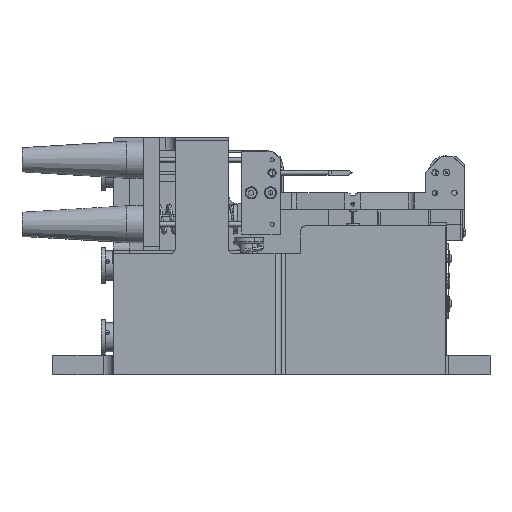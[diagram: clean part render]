
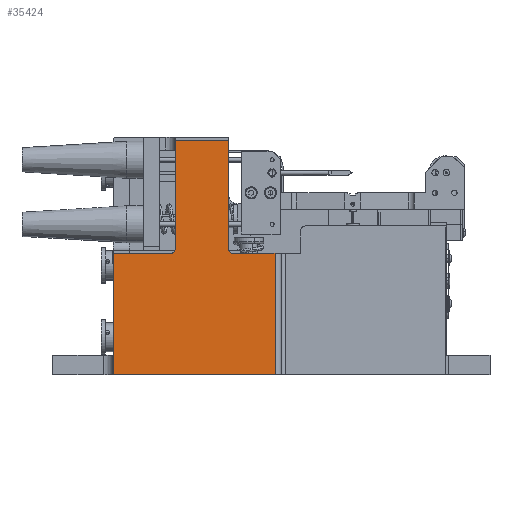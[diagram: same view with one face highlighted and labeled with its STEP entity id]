
A CAD part, top view. The second image highlights one B-rep face of the part: STEP entity #35424.
In plain terms, the highlighted planar face has unit normal (0, 0, 1).
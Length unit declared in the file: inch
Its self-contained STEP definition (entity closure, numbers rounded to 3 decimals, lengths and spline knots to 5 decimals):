
#35249 = VERTEX_POINT ( 'NONE', #69492 ) ;
#35252 = EDGE_CURVE ( 'NONE', #35255, #35249, #69490, .T. ) ;
#35255 = VERTEX_POINT ( 'NONE', #69486 ) ;
#35278 = VERTEX_POINT ( 'NONE', #69553 ) ;
#35329 = VERTEX_POINT ( 'NONE', #69631 ) ;
#35332 = EDGE_CURVE ( 'NONE', #35329, #35335, #69630, .T. ) ;
#35335 = VERTEX_POINT ( 'NONE', #69626 ) ;
#35369 = EDGE_CURVE ( 'NONE', #35371, #35249, #69741, .T. ) ;
#35371 = VERTEX_POINT ( 'NONE', #69737 ) ;
#35384 = EDGE_CURVE ( 'NONE', #35278, #35386, #69727, .T. ) ;
#35386 = VERTEX_POINT ( 'NONE', #69722 ) ;
#35399 = ORIENTED_EDGE ( 'NONE', *, *, #35401, .F. ) ;
#35401 = EDGE_CURVE ( 'NONE', #35335, #35371, #69746, .T. ) ;
#35404 = ORIENTED_EDGE ( 'NONE', *, *, #35332, .F. ) ;
#35414 = EDGE_CURVE ( 'NONE', #35386, #35416, #69818, .T. ) ;
#35416 = VERTEX_POINT ( 'NONE', #69814 ) ;
#35424 = ADVANCED_FACE ( 'NONE', ( #69808 ), #69849, .T. ) ;
#35428 = EDGE_LOOP ( 'NONE', ( #35525, #35529, #35531, #35533, #35535, #35537, #35399, #35404, #35503, #35505 ) ) ;
#35430 = VERTEX_POINT ( 'NONE', #69844 ) ;
#35450 = VERTEX_POINT ( 'NONE', #69826 ) ;
#35452 = EDGE_CURVE ( 'NONE', #35329, #35450, #69824, .T. ) ;
#35503 = ORIENTED_EDGE ( 'NONE', *, *, #35452, .T. ) ;
#35505 = ORIENTED_EDGE ( 'NONE', *, *, #35507, .F. ) ;
#35507 = EDGE_CURVE ( 'NONE', #35430, #35450, #69954, .T. ) ;
#35525 = ORIENTED_EDGE ( 'NONE', *, *, #35527, .F. ) ;
#35527 = EDGE_CURVE ( 'NONE', #35416, #35430, #70015, .T. ) ;
#35529 = ORIENTED_EDGE ( 'NONE', *, *, #35414, .F. ) ;
#35531 = ORIENTED_EDGE ( 'NONE', *, *, #35384, .F. ) ;
#35533 = ORIENTED_EDGE ( 'NONE', *, *, #35534, .T. ) ;
#35534 = EDGE_CURVE ( 'NONE', #35278, #35255, #70010, .T. ) ;
#35535 = ORIENTED_EDGE ( 'NONE', *, *, #35252, .T. ) ;
#35537 = ORIENTED_EDGE ( 'NONE', *, *, #35369, .F. ) ;
#69486 = CARTESIAN_POINT ( 'NONE',  ( 1.44215, 2.86606, 2.43445 ) ) ;
#69487 = DIRECTION ( 'NONE',  ( -1., 0., 0. ) ) ;
#69488 = VECTOR ( 'NONE', #69487, 39.37008 ) ;
#69489 = CARTESIAN_POINT ( 'NONE',  ( 2.72562, 2.86606, 2.43445 ) ) ;
#69490 = LINE ( 'NONE', #69489, #69488 ) ;
#69492 = CARTESIAN_POINT ( 'NONE',  ( 0.14294, 2.86606, 2.43445 ) ) ;
#69553 = CARTESIAN_POINT ( 'NONE',  ( 1.44215, 0.22827, 2.43445 ) ) ;
#69626 = CARTESIAN_POINT ( 'NONE',  ( 0.02483, 0.11016, 2.43445 ) ) ;
#69627 = DIRECTION ( 'NONE',  ( 1., 0., 0. ) ) ;
#69628 = VECTOR ( 'NONE', #69627, 39.37008 ) ;
#69629 = CARTESIAN_POINT ( 'NONE',  ( 2.72562, 0.11016, 2.43445 ) ) ;
#69630 = LINE ( 'NONE', #69629, #69628 ) ;
#69631 = CARTESIAN_POINT ( 'NONE',  ( -1.37281, 0.11016, 2.43445 ) ) ;
#69722 = CARTESIAN_POINT ( 'NONE',  ( 1.56026, 0.11016, 2.43445 ) ) ;
#69723 = DIRECTION ( 'NONE',  ( -1., 0., 0. ) ) ;
#69724 = DIRECTION ( 'NONE',  ( 0., 0., 1. ) ) ;
#69725 = CARTESIAN_POINT ( 'NONE',  ( 1.56026, 0.22827, 2.43445 ) ) ;
#69726 = AXIS2_PLACEMENT_3D ( 'NONE', #69725, #69724, #69723 ) ;
#69727 = CIRCLE ( 'NONE', #69726, 0.11811 ) ;
#69737 = CARTESIAN_POINT ( 'NONE',  ( 0.14294, 0.22827, 2.43445 ) ) ;
#69738 = DIRECTION ( 'NONE',  ( 0., 1., 0. ) ) ;
#69739 = VECTOR ( 'NONE', #69738, 39.37008 ) ;
#69740 = CARTESIAN_POINT ( 'NONE',  ( 0.14294, 2.86606, 2.43445 ) ) ;
#69741 = LINE ( 'NONE', #69740, #69739 ) ;
#69742 = DIRECTION ( 'NONE',  ( -1., 0., 0. ) ) ;
#69743 = DIRECTION ( 'NONE',  ( 0., 0., 1. ) ) ;
#69744 = CARTESIAN_POINT ( 'NONE',  ( 0.02483, 0.22827, 2.43445 ) ) ;
#69745 = AXIS2_PLACEMENT_3D ( 'NONE', #69744, #69743, #69742 ) ;
#69746 = CIRCLE ( 'NONE', #69745, 0.11811 ) ;
#69808 = FACE_OUTER_BOUND ( 'NONE', #35428, .T. ) ;
#69814 = CARTESIAN_POINT ( 'NONE',  ( 2.57601, 0.11016, 2.43445 ) ) ;
#69815 = DIRECTION ( 'NONE',  ( 1., 0., 0. ) ) ;
#69816 = VECTOR ( 'NONE', #69815, 39.37008 ) ;
#69817 = CARTESIAN_POINT ( 'NONE',  ( 2.72562, 0.11016, 2.43445 ) ) ;
#69818 = LINE ( 'NONE', #69817, #69816 ) ;
#69821 = DIRECTION ( 'NONE',  ( 0., -1., 0. ) ) ;
#69822 = VECTOR ( 'NONE', #69821, 39.37008 ) ;
#69823 = CARTESIAN_POINT ( 'NONE',  ( -1.37281, 2.86606, 2.43445 ) ) ;
#69824 = LINE ( 'NONE', #69823, #69822 ) ;
#69826 = CARTESIAN_POINT ( 'NONE',  ( -1.37281, -2.8426, 2.43445 ) ) ;
#69844 = CARTESIAN_POINT ( 'NONE',  ( 2.57601, -2.8426, 2.43445 ) ) ;
#69845 = DIRECTION ( 'NONE',  ( 1., 0., 0. ) ) ;
#69846 = DIRECTION ( 'NONE',  ( 0., 0., 1. ) ) ;
#69847 = CARTESIAN_POINT ( 'NONE',  ( 2.72562, 2.86606, 2.43445 ) ) ;
#69848 = AXIS2_PLACEMENT_3D ( 'NONE', #69847, #69846, #69845 ) ;
#69849 = PLANE ( 'NONE',  #69848 ) ;
#69951 = DIRECTION ( 'NONE',  ( -1., 0., 0. ) ) ;
#69952 = VECTOR ( 'NONE', #69951, 39.37008 ) ;
#69953 = CARTESIAN_POINT ( 'NONE',  ( 2.72562, -2.8426, 2.43445 ) ) ;
#69954 = LINE ( 'NONE', #69953, #69952 ) ;
#70007 = DIRECTION ( 'NONE',  ( 0., 1., 0. ) ) ;
#70008 = VECTOR ( 'NONE', #70007, 39.37008 ) ;
#70009 = CARTESIAN_POINT ( 'NONE',  ( 1.44215, 2.86606, 2.43445 ) ) ;
#70010 = LINE ( 'NONE', #70009, #70008 ) ;
#70012 = DIRECTION ( 'NONE',  ( 0., -1., 0. ) ) ;
#70013 = VECTOR ( 'NONE', #70012, 39.37008 ) ;
#70014 = CARTESIAN_POINT ( 'NONE',  ( 2.57601, -2.8426, 2.43445 ) ) ;
#70015 = LINE ( 'NONE', #70014, #70013 ) ;
